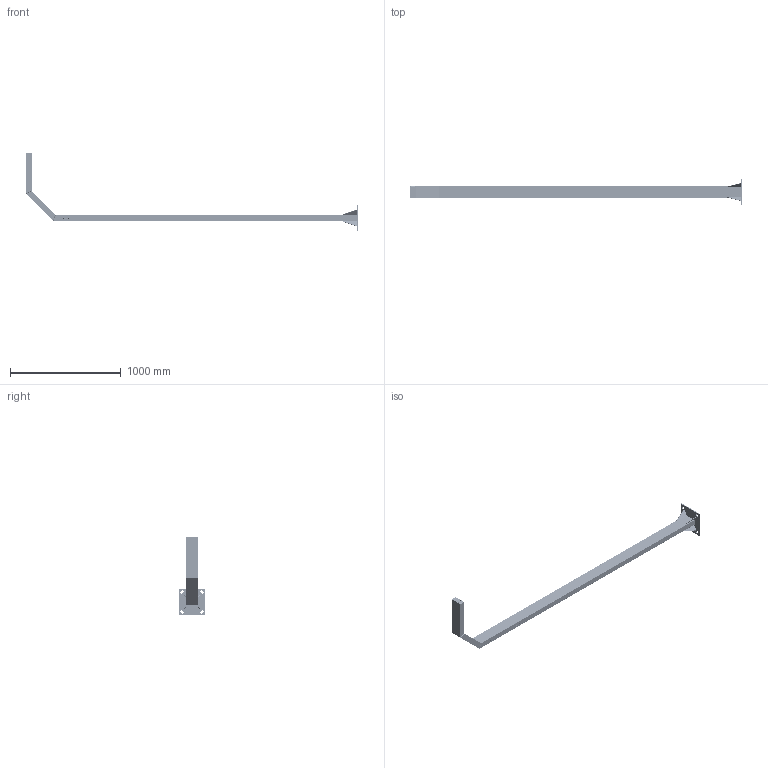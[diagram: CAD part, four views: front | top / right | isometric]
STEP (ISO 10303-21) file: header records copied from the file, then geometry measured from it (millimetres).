
FILE_DESCRIPTION (( 'STEP AP203' ), '1' );
FILE_NAME ('TRYSIL_3000.STEP', '2024-02-06T10:34:56', ( '' ), ( '' ), 'SwSTEP 2.0', 'SolidWorks 2022', '' );
FILE_SCHEMA (( 'CONFIG_CONTROL_DESIGN' ));
Length unit declared in the file: millimetre
Products named in the file (22): Wkręt walc imb_M6x_rs_M6 x 12; M97W2_Zaślepka_rs_M231 Trisil; M97W2S Słup S_Segment dolny_rs_M231A_pw; M203_Płask moc_rs; M97W2_Zaślepka_rs_ zaśl_pw; Dokladka slupa_M231B 373_pw; Głowa led_pw; M97W2 Słup_Szybka_rs_w2; M232 stopka; Blacha podstawy_M203B_rs; M232 stopka.-spawanie; M232 głowa jednoramienna-spawanie; WKR STOZ IMB M4x_rs_x08; M203_Żebro_rs_M203B_rs; Segment słupa slupa_M231B 373_pw; M97W2_KSZT110x50x2_rs_M231 2300_pw; M232 ramie; M232 głowa_pw; TRYSIL_3000; M231-głowa 110 X 50 X 6; TUL SPEC M6_rs_N3; M203_rs_M231A 2300_pw
Assembly tree (46 placements, depth 5):
  TRYSIL_3000
    M232 głowa_pw
      M232 głowa jednoramienna-spawanie
        M232 ramie
        Głowa led_pw
          M231-głowa 110 X 50 X 6
          M97W2_Zaślepka_rs_ zaśl_pw
        M232 stopka.-spawanie
          M232 stopka
          M203_Płask moc_rs  x2
          M97W2_Zaślepka_rs_M231 Trisil
      M97W2 Słup_Szybka_rs_w2
      WKR STOZ IMB M4x_rs_x08  x10
    M203_rs_M231A 2300_pw
      M97W2S Słup S_Segment dolny_rs_M231A_pw
        Blacha podstawy_M203B_rs
        M97W2_KSZT110x50x2_rs_M231 2300_pw
        M203_Żebro_rs_M203B_rs  x4
    Wkręt walc imb_M6x_rs_M6 x 12  x8
    Dokladka slupa_M231B 373_pw
      Segment słupa slupa_M231B 373_pw
      M203_Płask moc_rs  x2
      TUL SPEC M6_rs_N3  x4
Bounding box: 3000.21 x 240 x 709.81 mm (x, y, z)
Volume: 6665238.4 mm3; surface area: 2312188.1 mm2
Topology: 39 solids, 39 shells, 6904 faces, 26123 edges, 16306 vertices
Faces by surface type: sphere 6010, plane 516, cylinder 232, cone 130, torus 16
Entity records: 182851 total; most frequent: DIRECTION 38119, CARTESIAN_POINT 29076, ORIENTED_EDGE 25934, AXIS2_PLACEMENT_3D 18730, EDGE_CURVE 12967, CIRCLE 12292, VERTEX_POINT 9623, EDGE_LOOP 9494
